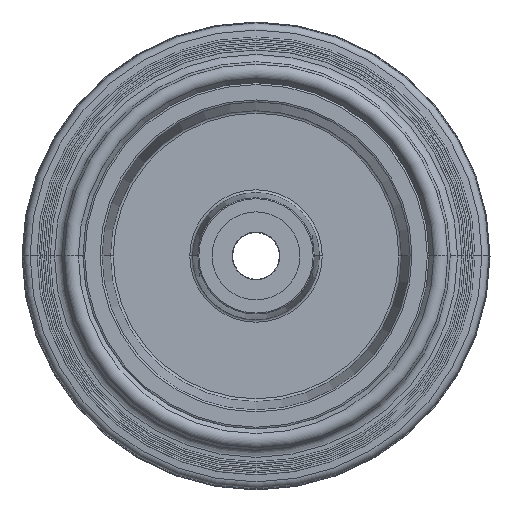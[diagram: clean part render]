
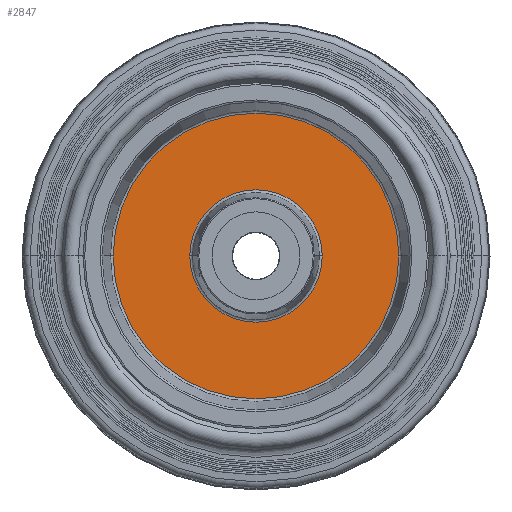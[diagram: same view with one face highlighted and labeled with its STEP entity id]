
A CAD part, top view. The second image highlights one B-rep face of the part: STEP entity #2847.
In plain terms, the highlighted planar face has unit normal (0, 0, 1).
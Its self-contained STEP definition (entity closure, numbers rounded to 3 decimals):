
#66 = EDGE_CURVE ( 'NONE', #4811, #946, #5560, .T. ) ;
#356 = AXIS2_PLACEMENT_3D ( 'NONE', #1876, #1056, #5630 ) ;
#561 = DIRECTION ( 'NONE',  ( 0., 0., 1. ) ) ;
#681 = CARTESIAN_POINT ( 'NONE',  ( -35.372, 0., 4. ) ) ;
#864 = DIRECTION ( 'NONE',  ( 0., 0., -1. ) ) ;
#881 = DIRECTION ( 'NONE',  ( -1., 0., 0. ) ) ;
#946 = VERTEX_POINT ( 'NONE', #2179 ) ;
#1008 = FACE_OUTER_BOUND ( 'NONE', #4592, .T. ) ;
#1037 = CARTESIAN_POINT ( 'NONE',  ( -77.5, 0., 4. ) ) ;
#1056 = DIRECTION ( 'NONE',  ( 0., 0., -1. ) ) ;
#1463 = DIRECTION ( 'NONE',  ( -1., 0., 0. ) ) ;
#1479 = AXIS2_PLACEMENT_3D ( 'NONE', #1037, #3866, #1463 ) ;
#1506 = CARTESIAN_POINT ( 'NONE',  ( 35.372, 0., 4. ) ) ;
#1758 = ORIENTED_EDGE ( 'NONE', *, *, #4467, .T. ) ;
#1876 = CARTESIAN_POINT ( 'NONE',  ( 0., 0., 4. ) ) ;
#2105 = EDGE_CURVE ( 'NONE', #946, #4811, #5832, .T. ) ;
#2179 = CARTESIAN_POINT ( 'NONE',  ( 76.315, 0., 4. ) ) ;
#2427 = AXIS2_PLACEMENT_3D ( 'NONE', #3246, #4152, #881 ) ;
#2847 = ADVANCED_FACE ( 'NONE', ( #4324, #1008 ), #5230, .F. ) ;
#2938 = VERTEX_POINT ( 'NONE', #681 ) ;
#3079 = EDGE_LOOP ( 'NONE', ( #4646, #1758 ) ) ;
#3092 = EDGE_CURVE ( 'NONE', #2938, #3175, #4539, .T. ) ;
#3175 = VERTEX_POINT ( 'NONE', #1506 ) ;
#3246 = CARTESIAN_POINT ( 'NONE',  ( 0., 0., 4. ) ) ;
#3866 = DIRECTION ( 'NONE',  ( 0., 0., -1. ) ) ;
#3994 = DIRECTION ( 'NONE',  ( -1., 0., 0. ) ) ;
#4105 = ORIENTED_EDGE ( 'NONE', *, *, #2105, .T. ) ;
#4152 = DIRECTION ( 'NONE',  ( 0., 0., 1. ) ) ;
#4186 = CARTESIAN_POINT ( 'NONE',  ( -76.315, 0., 4. ) ) ;
#4250 = DIRECTION ( 'NONE',  ( -1., 0., 0. ) ) ;
#4324 = FACE_BOUND ( 'NONE', #3079, .T. ) ;
#4467 = EDGE_CURVE ( 'NONE', #3175, #2938, #4871, .T. ) ;
#4539 = CIRCLE ( 'NONE', #4932, 35.372 ) ;
#4592 = EDGE_LOOP ( 'NONE', ( #5533, #4105 ) ) ;
#4646 = ORIENTED_EDGE ( 'NONE', *, *, #3092, .T. ) ;
#4791 = CARTESIAN_POINT ( 'NONE',  ( 0., 0., 4. ) ) ;
#4811 = VERTEX_POINT ( 'NONE', #4186 ) ;
#4871 = CIRCLE ( 'NONE', #356, 35.372 ) ;
#4932 = AXIS2_PLACEMENT_3D ( 'NONE', #5485, #864, #3994 ) ;
#5230 = PLANE ( 'NONE',  #1479 ) ;
#5485 = CARTESIAN_POINT ( 'NONE',  ( 0., 0., 4. ) ) ;
#5533 = ORIENTED_EDGE ( 'NONE', *, *, #66, .T. ) ;
#5560 = CIRCLE ( 'NONE', #2427, 76.315 ) ;
#5630 = DIRECTION ( 'NONE',  ( -1., 0., 0. ) ) ;
#5832 = CIRCLE ( 'NONE', #5931, 76.315 ) ;
#5931 = AXIS2_PLACEMENT_3D ( 'NONE', #4791, #561, #4250 ) ;
